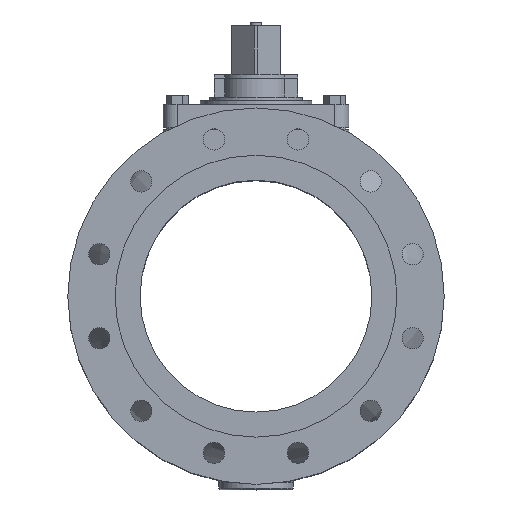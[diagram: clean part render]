
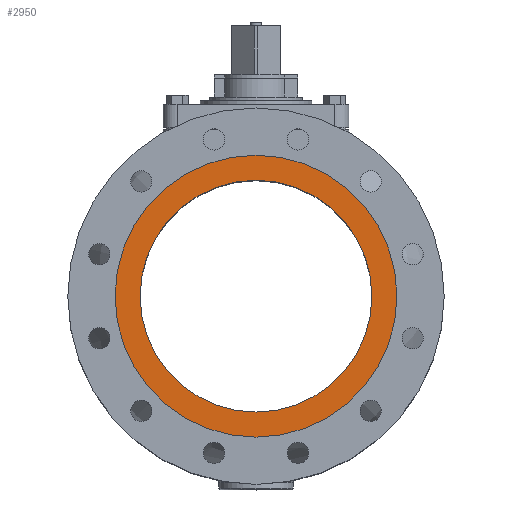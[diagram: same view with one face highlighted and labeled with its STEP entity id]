
A CAD part, top view. The second image highlights one B-rep face of the part: STEP entity #2950.
In plain terms, the highlighted planar face has unit normal (0, 0, 1).
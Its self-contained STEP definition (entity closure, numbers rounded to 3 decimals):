
#58=FACE_BOUND('',#494,.T.);
#188=PLANE('',#3277);
#330=FACE_OUTER_BOUND('',#493,.T.);
#493=EDGE_LOOP('',(#2648,#2649));
#494=EDGE_LOOP('',(#2650,#2651));
#1174=CIRCLE('',#3275,125.);
#1175=CIRCLE('',#3276,125.);
#1176=CIRCLE('',#3278,152.);
#1177=CIRCLE('',#3279,152.);
#1475=VERTEX_POINT('',#5528);
#1476=VERTEX_POINT('',#5530);
#1477=VERTEX_POINT('',#5534);
#1478=VERTEX_POINT('',#5535);
#1895=EDGE_CURVE('',#1476,#1475,#1174,.T.);
#1896=EDGE_CURVE('',#1475,#1476,#1175,.T.);
#1897=EDGE_CURVE('',#1477,#1478,#1176,.T.);
#1898=EDGE_CURVE('',#1478,#1477,#1177,.T.);
#2648=ORIENTED_EDGE('',*,*,#1897,.F.);
#2649=ORIENTED_EDGE('',*,*,#1898,.F.);
#2650=ORIENTED_EDGE('',*,*,#1895,.T.);
#2651=ORIENTED_EDGE('',*,*,#1896,.T.);
#2950=ADVANCED_FACE('',(#330,#58),#188,.T.);
#3275=AXIS2_PLACEMENT_3D('',#5531,#4118,#4119);
#3276=AXIS2_PLACEMENT_3D('',#5532,#4120,#4121);
#3277=AXIS2_PLACEMENT_3D('',#5533,#4122,#4123);
#3278=AXIS2_PLACEMENT_3D('',#5536,#4124,#4125);
#3279=AXIS2_PLACEMENT_3D('',#5537,#4126,#4127);
#4118=DIRECTION('center_axis',(0.,0.,-1.));
#4119=DIRECTION('ref_axis',(1.,0.,0.));
#4120=DIRECTION('center_axis',(0.,0.,-1.));
#4121=DIRECTION('ref_axis',(1.,0.,0.));
#4122=DIRECTION('center_axis',(0.,0.,1.));
#4123=DIRECTION('ref_axis',(1.,0.,0.));
#4124=DIRECTION('center_axis',(0.,0.,-1.));
#4125=DIRECTION('ref_axis',(1.,0.,0.));
#4126=DIRECTION('center_axis',(0.,0.,-1.));
#4127=DIRECTION('ref_axis',(1.,0.,0.));
#5528=CARTESIAN_POINT('',(0.,-125.,165.));
#5530=CARTESIAN_POINT('',(0.,125.,165.));
#5531=CARTESIAN_POINT('Origin',(0.,0.,165.));
#5532=CARTESIAN_POINT('Origin',(0.,0.,165.));
#5533=CARTESIAN_POINT('Origin',(0.,152.,165.));
#5534=CARTESIAN_POINT('',(0.,152.,165.));
#5535=CARTESIAN_POINT('',(0.,-152.,165.));
#5536=CARTESIAN_POINT('Origin',(0.,0.,165.));
#5537=CARTESIAN_POINT('Origin',(0.,0.,165.));
